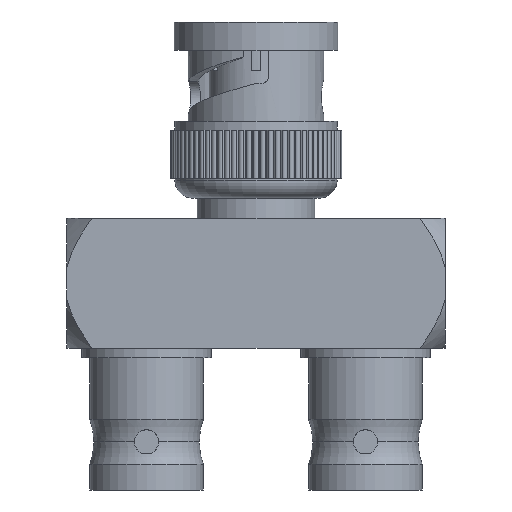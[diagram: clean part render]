
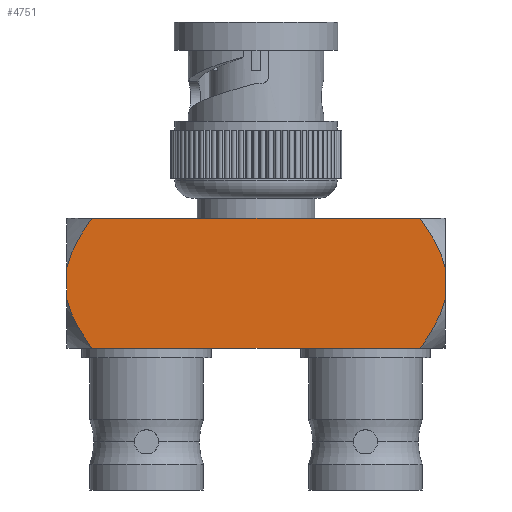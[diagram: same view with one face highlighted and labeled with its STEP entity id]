
A CAD part, front view. The second image highlights one B-rep face of the part: STEP entity #4751.
In plain terms, the highlighted planar face has unit normal (0, -1, 0).
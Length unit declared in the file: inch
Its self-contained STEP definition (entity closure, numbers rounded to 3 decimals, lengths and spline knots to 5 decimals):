
#253 = CARTESIAN_POINT ( 'NONE',  ( 0.62992, -0.21654, -0.9224 ) ) ;
#274 = DIRECTION ( 'NONE',  ( -1., 0., 0. ) ) ;
#473 = VECTOR ( 'NONE', #274, 39.37008 ) ;
#513 = CARTESIAN_POINT ( 'NONE',  ( 0.62992, -0.21654, -1.08601 ) ) ;
#805 = B_SPLINE_CURVE_WITH_KNOTS ( 'NONE', 3,
 ( #9630, #7471, #4099, #8477, #5101, #11629, #13994, #3105, #4176, #12852 ),
 .UNSPECIFIED., .F., .F.,
 ( 4, 2, 2, 2, 4 ),
 ( 0.00892, 0.01009, 0.01127, 0.01244, 0.01361 ),
 .UNSPECIFIED. ) ;
#835 = EDGE_CURVE ( 'NONE', #7515, #12042, #6831, .T. ) ;
#926 = DIRECTION ( 'NONE',  ( -1., 0., 0. ) ) ;
#2025 = CARTESIAN_POINT ( 'NONE',  ( 0.62992, -0.21654, -1.08601 ) ) ;
#2133 = EDGE_LOOP ( 'NONE', ( #12480, #10531, #2349, #9780, #2539, #4606, #5066, #7231 ) ) ;
#2349 = ORIENTED_EDGE ( 'NONE', *, *, #5423, .F. ) ;
#2539 = ORIENTED_EDGE ( 'NONE', *, *, #835, .F. ) ;
#2627 = LINE ( 'NONE', #3562, #473 ) ;
#2781 = CARTESIAN_POINT ( 'NONE',  ( 0.62636, -0.21654, -0.93742 ) ) ;
#2804 = EDGE_CURVE ( 'NONE', #5768, #7243, #805, .T. ) ;
#3053 = CARTESIAN_POINT ( 'NONE',  ( -0.6214, -0.21654, -0.78674 ) ) ;
#3105 = CARTESIAN_POINT ( 'NONE',  ( -0.62142, -0.21654, -0.95213 ) ) ;
#3269 = CARTESIAN_POINT ( 'NONE',  ( -0.56433, -0.21654, -0.678 ) ) ;
#3272 = EDGE_CURVE ( 'NONE', #7243, #6143, #13975, .T. ) ;
#3461 = EDGE_CURVE ( 'NONE', #7062, #12042, #3726, .T. ) ;
#3562 = CARTESIAN_POINT ( 'NONE',  ( 0.62992, -0.21654, -1.08601 ) ) ;
#3655 = VECTOR ( 'NONE', #4719, 39.37008 ) ;
#3726 = LINE ( 'NONE', #513, #3655 ) ;
#4048 = CARTESIAN_POINT ( 'NONE',  ( 0.58106, -0.21654, -1.03527 ) ) ;
#4099 = CARTESIAN_POINT ( 'NONE',  ( -0.56409, -0.21654, -1.06075 ) ) ;
#4115 = CARTESIAN_POINT ( 'NONE',  ( -0.5466, -0.21654, -0.65294 ) ) ;
#4164 = CARTESIAN_POINT ( 'NONE',  ( -0.5466, -0.21654, -1.08601 ) ) ;
#4176 = CARTESIAN_POINT ( 'NONE',  ( -0.62636, -0.21654, -0.93741 ) ) ;
#4234 = DIRECTION ( 'NONE',  ( 0., 0., 1. ) ) ;
#4328 = CARTESIAN_POINT ( 'NONE',  ( -0.60965, -0.21654, -0.75801 ) ) ;
#4329 = VERTEX_POINT ( 'NONE', #10959 ) ;
#4606 = ORIENTED_EDGE ( 'NONE', *, *, #7913, .T. ) ;
#4719 = DIRECTION ( 'NONE',  ( 0., 0., 1. ) ) ;
#4751 = ADVANCED_FACE ( 'NONE', ( #5220 ), #13979, .F. ) ;
#4948 = CARTESIAN_POINT ( 'NONE',  ( 0.58059, -0.21654, -0.70416 ) ) ;
#5066 = ORIENTED_EDGE ( 'NONE', *, *, #10577, .F. ) ;
#5101 = CARTESIAN_POINT ( 'NONE',  ( -0.5885, -0.21654, -1.02151 ) ) ;
#5130 = CARTESIAN_POINT ( 'NONE',  ( 0.5466, -0.21654, -1.08601 ) ) ;
#5220 = FACE_OUTER_BOUND ( 'NONE', #2133, .T. ) ;
#5303 = DIRECTION ( 'NONE',  ( 0., 1., 0. ) ) ;
#5423 = EDGE_CURVE ( 'NONE', #7062, #7895, #8487, .T. ) ;
#5768 = VERTEX_POINT ( 'NONE', #4164 ) ;
#6143 = VERTEX_POINT ( 'NONE', #7303 ) ;
#6175 = VECTOR ( 'NONE', #926, 39.37008 ) ;
#6354 = CARTESIAN_POINT ( 'NONE',  ( 0.62992, -0.21654, -0.65294 ) ) ;
#6831 = B_SPLINE_CURVE_WITH_KNOTS ( 'NONE', 3,
 ( #7182, #8180, #9126, #4948, #9341, #8046, #6974, #11345, #13565, #13490 ),
 .UNSPECIFIED., .F., .F.,
 ( 4, 2, 2, 2, 4 ),
 ( 0.00892, 0.01009, 0.01127, 0.01244, 0.01361 ),
 .UNSPECIFIED. ) ;
#6974 = CARTESIAN_POINT ( 'NONE',  ( 0.60981, -0.21654, -0.75839 ) ) ;
#7062 = VERTEX_POINT ( 'NONE', #253 ) ;
#7182 = CARTESIAN_POINT ( 'NONE',  ( 0.5466, -0.21654, -0.65294 ) ) ;
#7213 = CARTESIAN_POINT ( 'NONE',  ( 0.56433, -0.21654, -1.06094 ) ) ;
#7231 = ORIENTED_EDGE ( 'NONE', *, *, #3272, .F. ) ;
#7243 = VERTEX_POINT ( 'NONE', #10413 ) ;
#7303 = CARTESIAN_POINT ( 'NONE',  ( -0.62992, -0.21654, -0.81654 ) ) ;
#7471 = CARTESIAN_POINT ( 'NONE',  ( -0.55547, -0.21654, -1.07347 ) ) ;
#7515 = VERTEX_POINT ( 'NONE', #8299 ) ;
#7695 = EDGE_CURVE ( 'NONE', #7895, #5768, #2627, .T. ) ;
#7895 = VERTEX_POINT ( 'NONE', #5130 ) ;
#7913 = EDGE_CURVE ( 'NONE', #7515, #4329, #13951, .T. ) ;
#8046 = CARTESIAN_POINT ( 'NONE',  ( 0.60311, -0.21654, -0.74456 ) ) ;
#8180 = CARTESIAN_POINT ( 'NONE',  ( 0.55547, -0.21654, -0.66548 ) ) ;
#8222 = VECTOR ( 'NONE', #10676, 39.37008 ) ;
#8236 = B_SPLINE_CURVE_WITH_KNOTS ( 'NONE', 3,
 ( #10786, #9573, #3053, #4328, #13934, #8713, #3269, #4115 ),
 .UNSPECIFIED., .F., .F.,
 ( 4, 2, 2, 4 ),
 ( 0.01633, 0.0175, 0.01868, 0.02104 ),
 .UNSPECIFIED. ) ;
#8299 = CARTESIAN_POINT ( 'NONE',  ( 0.5466, -0.21654, -0.65294 ) ) ;
#8477 = CARTESIAN_POINT ( 'NONE',  ( -0.58059, -0.21654, -1.03479 ) ) ;
#8487 = B_SPLINE_CURVE_WITH_KNOTS ( 'NONE', 3,
 ( #11520, #2781, #11802, #10441, #13874, #4048, #7213, #11584 ),
 .UNSPECIFIED., .F., .F.,
 ( 4, 2, 2, 4 ),
 ( 0.01633, 0.0175, 0.01868, 0.02104 ),
 .UNSPECIFIED. ) ;
#8713 = CARTESIAN_POINT ( 'NONE',  ( -0.58106, -0.21654, -0.70368 ) ) ;
#9126 = CARTESIAN_POINT ( 'NONE',  ( 0.56409, -0.21654, -0.6782 ) ) ;
#9341 = CARTESIAN_POINT ( 'NONE',  ( 0.5885, -0.21654, -0.71744 ) ) ;
#9477 = CARTESIAN_POINT ( 'NONE',  ( -0.62992, -0.21654, -1.08601 ) ) ;
#9573 = CARTESIAN_POINT ( 'NONE',  ( -0.62636, -0.21654, -0.80152 ) ) ;
#9630 = CARTESIAN_POINT ( 'NONE',  ( -0.5466, -0.21654, -1.08601 ) ) ;
#9780 = ORIENTED_EDGE ( 'NONE', *, *, #3461, .T. ) ;
#10413 = CARTESIAN_POINT ( 'NONE',  ( -0.62992, -0.21654, -0.9224 ) ) ;
#10441 = CARTESIAN_POINT ( 'NONE',  ( 0.60965, -0.21654, -0.98093 ) ) ;
#10484 = AXIS2_PLACEMENT_3D ( 'NONE', #2025, #5303, #4234 ) ;
#10531 = ORIENTED_EDGE ( 'NONE', *, *, #7695, .F. ) ;
#10577 = EDGE_CURVE ( 'NONE', #6143, #4329, #8236, .T. ) ;
#10676 = DIRECTION ( 'NONE',  ( 0., 0., 1. ) ) ;
#10786 = CARTESIAN_POINT ( 'NONE',  ( -0.62992, -0.21654, -0.81654 ) ) ;
#10959 = CARTESIAN_POINT ( 'NONE',  ( -0.5466, -0.21654, -0.65294 ) ) ;
#11345 = CARTESIAN_POINT ( 'NONE',  ( 0.62142, -0.21654, -0.78682 ) ) ;
#11520 = CARTESIAN_POINT ( 'NONE',  ( 0.62992, -0.21654, -0.9224 ) ) ;
#11584 = CARTESIAN_POINT ( 'NONE',  ( 0.5466, -0.21654, -1.08601 ) ) ;
#11629 = CARTESIAN_POINT ( 'NONE',  ( -0.60311, -0.21654, -0.99438 ) ) ;
#11802 = CARTESIAN_POINT ( 'NONE',  ( 0.6214, -0.21654, -0.95221 ) ) ;
#12042 = VERTEX_POINT ( 'NONE', #12094 ) ;
#12094 = CARTESIAN_POINT ( 'NONE',  ( 0.62992, -0.21654, -0.81654 ) ) ;
#12480 = ORIENTED_EDGE ( 'NONE', *, *, #2804, .F. ) ;
#12852 = CARTESIAN_POINT ( 'NONE',  ( -0.62992, -0.21654, -0.9224 ) ) ;
#13490 = CARTESIAN_POINT ( 'NONE',  ( 0.62992, -0.21654, -0.81654 ) ) ;
#13565 = CARTESIAN_POINT ( 'NONE',  ( 0.62636, -0.21654, -0.80154 ) ) ;
#13874 = CARTESIAN_POINT ( 'NONE',  ( 0.60292, -0.21654, -0.99477 ) ) ;
#13934 = CARTESIAN_POINT ( 'NONE',  ( -0.60292, -0.21654, -0.74417 ) ) ;
#13951 = LINE ( 'NONE', #6354, #6175 ) ;
#13975 = LINE ( 'NONE', #9477, #8222 ) ;
#13979 = PLANE ( 'NONE',  #10484 ) ;
#13994 = CARTESIAN_POINT ( 'NONE',  ( -0.60981, -0.21654, -0.98056 ) ) ;
